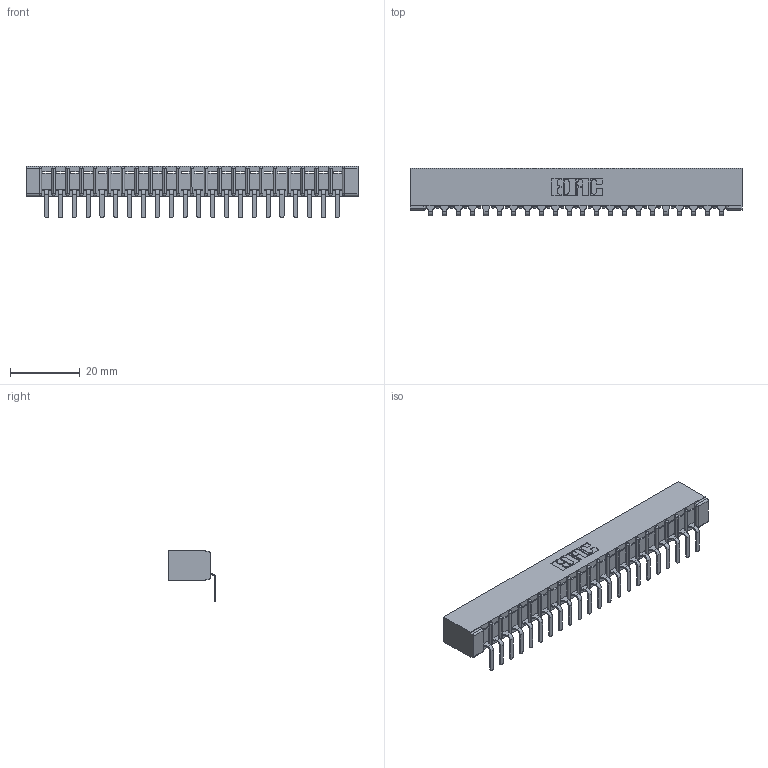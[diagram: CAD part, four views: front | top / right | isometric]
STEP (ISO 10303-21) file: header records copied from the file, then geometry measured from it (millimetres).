
FILE_DESCRIPTION (( 'STEP AP203' ), '1' );
FILE_NAME ('357-022-559-101.STEP', '2022-07-12T22:24:40', ( '' ), ( '' ), 'SwSTEP 2.0', 'SolidWorks 2020', '' );
FILE_SCHEMA (( 'CONFIG_CONTROL_DESIGN' ));
Length unit declared in the file: inch
Products named in the file (3): 307-290-001_558 559 - 1 (Single); 307 Part_No Mounting Lugs; 357-022-559-101
Assembly tree (23 placements, depth 2):
  357-022-559-101
    307 Part_No Mounting Lugs
    307-290-001_558 559 - 1 (Single)  x22
Bounding box: 95.05 x 13.7 x 14.81 mm (x, y, z)
Volume: 6211.6 mm3; surface area: 10000.8 mm2
Topology: 23 solids, 23 shells, 1453 faces, 4127 edges, 2658 vertices
Faces by surface type: plane 924, cylinder 483, sphere 46
Entity records: 21152 total; most frequent: CARTESIAN_POINT 3556, ORIENTED_EDGE 3542, DIRECTION 3469, EDGE_CURVE 1771, VECTOR 1351, LINE 1351, VERTEX_POINT 1146, AXIS2_PLACEMENT_3D 1059
